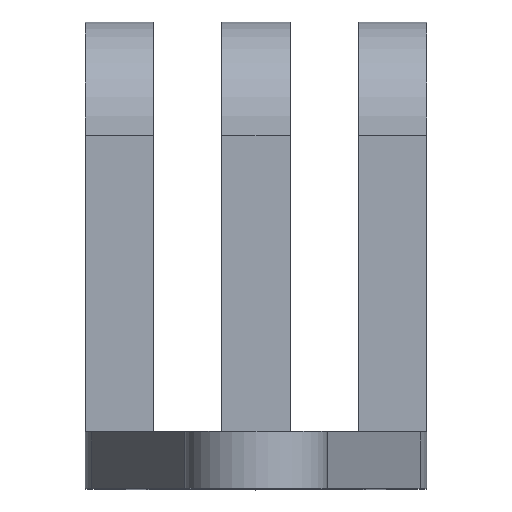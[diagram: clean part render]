
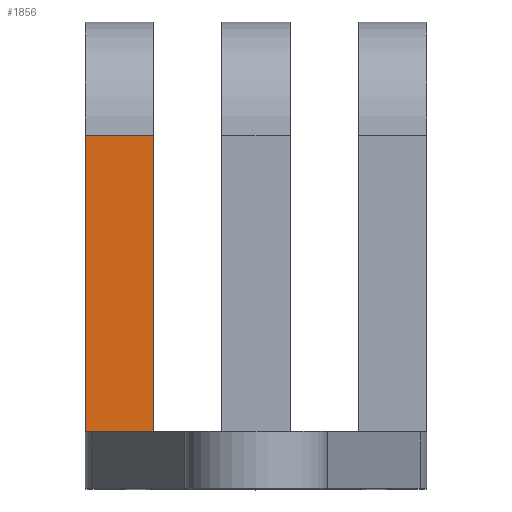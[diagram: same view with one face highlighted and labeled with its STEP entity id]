
A CAD part, top view. The second image highlights one B-rep face of the part: STEP entity #1856.
In plain terms, the highlighted planar face has unit normal (0, 0, 1).
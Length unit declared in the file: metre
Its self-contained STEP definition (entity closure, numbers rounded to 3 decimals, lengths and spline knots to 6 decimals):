
#21 = EDGE_CURVE ( 'NONE', #1089, #1432, #592, .T. ) ;
#123 = CARTESIAN_POINT ( 'NONE',  ( -0.0045, 0.0155, 0.025 ) ) ;
#157 = VECTOR ( 'NONE', #1488, 1. ) ;
#161 = ORIENTED_EDGE ( 'NONE', *, *, #1297, .F. ) ;
#247 = CARTESIAN_POINT ( 'NONE',  ( -0.028091, 0.0025, 0.025 ) ) ;
#294 = VECTOR ( 'NONE', #647, 1. ) ;
#296 = CARTESIAN_POINT ( 'NONE',  ( -0.0075, 0.0155, 0.025 ) ) ;
#308 = VERTEX_POINT ( 'NONE', #1868 ) ;
#371 = DIRECTION ( 'NONE',  ( 1., 0., 0. ) ) ;
#513 = CARTESIAN_POINT ( 'NONE',  ( -0.0075, 0.0025, 0.025 ) ) ;
#548 = FACE_OUTER_BOUND ( 'NONE', #844, .T. ) ;
#592 = LINE ( 'NONE', #1028, #157 ) ;
#647 = DIRECTION ( 'NONE',  ( 0., 1., 0. ) ) ;
#710 = ORIENTED_EDGE ( 'NONE', *, *, #21, .F. ) ;
#735 = AXIS2_PLACEMENT_3D ( 'NONE', #247, #1595, #1160 ) ;
#756 = VECTOR ( 'NONE', #1475, 1. ) ;
#824 = PLANE ( 'NONE',  #735 ) ;
#844 = EDGE_LOOP ( 'NONE', ( #1533, #710, #161, #1230 ) ) ;
#873 = CARTESIAN_POINT ( 'NONE',  ( -0.0045, 0.0025, 0.025 ) ) ;
#953 = EDGE_CURVE ( 'NONE', #1432, #995, #990, .T. ) ;
#990 = LINE ( 'NONE', #873, #756 ) ;
#995 = VERTEX_POINT ( 'NONE', #1872 ) ;
#1028 = CARTESIAN_POINT ( 'NONE',  ( -0.028091, 0.0155, 0.025 ) ) ;
#1089 = VERTEX_POINT ( 'NONE', #296 ) ;
#1160 = DIRECTION ( 'NONE',  ( 1., 0., 0. ) ) ;
#1230 = ORIENTED_EDGE ( 'NONE', *, *, #1758, .T. ) ;
#1297 = EDGE_CURVE ( 'NONE', #308, #1089, #1404, .T. ) ;
#1321 = LINE ( 'NONE', #1750, #1378 ) ;
#1378 = VECTOR ( 'NONE', #371, 1. ) ;
#1404 = LINE ( 'NONE', #513, #294 ) ;
#1432 = VERTEX_POINT ( 'NONE', #123 ) ;
#1475 = DIRECTION ( 'NONE',  ( 0., -1., 0. ) ) ;
#1488 = DIRECTION ( 'NONE',  ( 1., 0., 0. ) ) ;
#1533 = ORIENTED_EDGE ( 'NONE', *, *, #953, .F. ) ;
#1595 = DIRECTION ( 'NONE',  ( 0., 0., 1. ) ) ;
#1750 = CARTESIAN_POINT ( 'NONE',  ( -0.028091, 0.0025, 0.025 ) ) ;
#1758 = EDGE_CURVE ( 'NONE', #308, #995, #1321, .T. ) ;
#1856 = ADVANCED_FACE ( 'NONE', ( #548 ), #824, .T. ) ;
#1868 = CARTESIAN_POINT ( 'NONE',  ( -0.0075, 0.0025, 0.025 ) ) ;
#1872 = CARTESIAN_POINT ( 'NONE',  ( -0.0045, 0.0025, 0.025 ) ) ;
